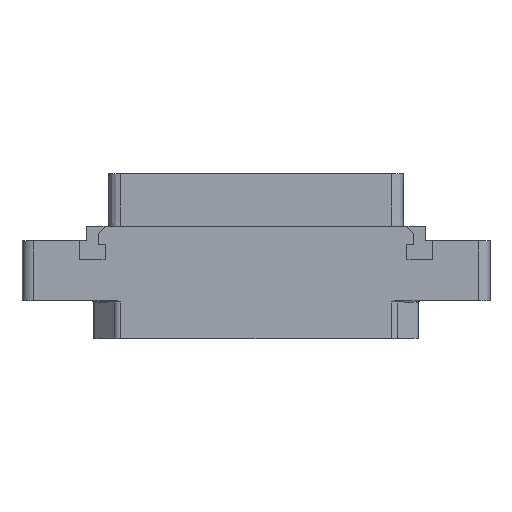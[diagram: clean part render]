
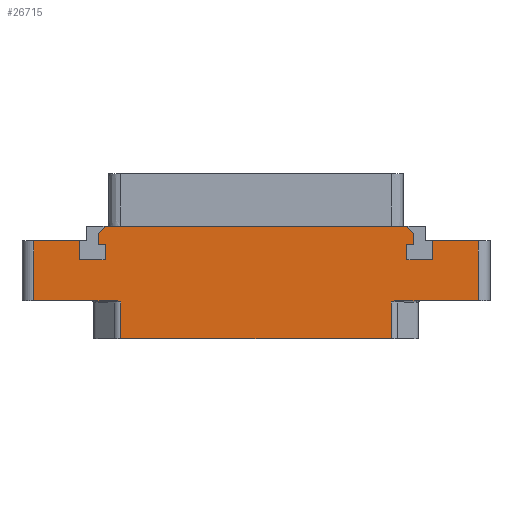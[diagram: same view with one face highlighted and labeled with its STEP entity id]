
A CAD part, top view. The second image highlights one B-rep face of the part: STEP entity #26715.
In plain terms, the highlighted planar face has unit normal (0, 0, 1).
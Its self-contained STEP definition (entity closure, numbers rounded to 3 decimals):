
#1=DIRECTION('',(1.,0.,0.));
#2=VECTOR('',#1,7.8);
#3=CARTESIAN_POINT('',(-38.,10.25,7.));
#4=LINE('',#3,#2);
#5=DIRECTION('',(0.,-1.,0.));
#6=VECTOR('',#5,3.2);
#7=CARTESIAN_POINT('',(-30.2,10.25,7.));
#8=LINE('',#7,#6);
#9=DIRECTION('',(1.,0.,0.));
#10=VECTOR('',#9,4.4);
#11=CARTESIAN_POINT('',(-30.2,7.05,7.));
#12=LINE('',#11,#10);
#13=DIRECTION('',(0.,1.,0.));
#14=VECTOR('',#13,2.6);
#15=CARTESIAN_POINT('',(-25.8,7.05,7.));
#16=LINE('',#15,#14);
#17=DIRECTION('',(-1.,0.,0.));
#18=VECTOR('',#17,1.2);
#19=CARTESIAN_POINT('',(-25.8,9.65,7.));
#20=LINE('',#19,#18);
#21=DIRECTION('',(0.,-1.,0.));
#22=VECTOR('',#21,1.9);
#23=CARTESIAN_POINT('',(-27.,11.55,7.));
#24=LINE('',#23,#22);
#25=DIRECTION('',(1.,0.,0.));
#26=VECTOR('',#25,51.6);
#27=CARTESIAN_POINT('',(-25.8,12.75,7.));
#28=LINE('',#27,#26);
#29=DIRECTION('',(0.,-1.,0.));
#30=VECTOR('',#29,1.9);
#31=CARTESIAN_POINT('',(27.,11.55,7.));
#32=LINE('',#31,#30);
#33=DIRECTION('',(-1.,0.,0.));
#34=VECTOR('',#33,1.2);
#35=CARTESIAN_POINT('',(27.,9.65,7.));
#36=LINE('',#35,#34);
#37=DIRECTION('',(0.,-1.,0.));
#38=VECTOR('',#37,2.6);
#39=CARTESIAN_POINT('',(25.8,9.65,7.));
#40=LINE('',#39,#38);
#41=DIRECTION('',(1.,0.,0.));
#42=VECTOR('',#41,4.4);
#43=CARTESIAN_POINT('',(25.8,7.05,7.));
#44=LINE('',#43,#42);
#45=DIRECTION('',(0.,1.,0.));
#46=VECTOR('',#45,3.2);
#47=CARTESIAN_POINT('',(30.2,7.05,7.));
#48=LINE('',#47,#46);
#49=DIRECTION('',(1.,0.,0.));
#50=VECTOR('',#49,7.8);
#51=CARTESIAN_POINT('',(30.2,10.25,7.));
#52=LINE('',#51,#50);
#53=DIRECTION('',(1.,0.,0.));
#54=VECTOR('',#53,14.082);
#55=CARTESIAN_POINT('',(23.918,0.,7.));
#56=LINE('',#55,#54);
#87=CARTESIAN_POINT('',(23.118,-0.2,7.));
#88=CARTESIAN_POINT('',(23.174,-0.179,7.));
#89=CARTESIAN_POINT('',(23.283,-0.14,7.));
#90=CARTESIAN_POINT('',(23.434,-0.089,7.));
#91=CARTESIAN_POINT('',(23.572,-0.049,7.));
#92=CARTESIAN_POINT('',(23.7,-0.02,7.));
#93=CARTESIAN_POINT('',(23.816,-0.004,7.));
#94=CARTESIAN_POINT('',(23.885,0.,7.));
#95=CARTESIAN_POINT('',(23.918,0.,7.));
#111=DIRECTION('',(0.,1.,0.));
#112=VECTOR('',#111,6.3);
#113=CARTESIAN_POINT('',(23.118,-6.5,7.));
#114=LINE('',#113,#112);
#1016=DIRECTION('',(0.,1.,0.));
#1017=VECTOR('',#1016,10.25);
#1018=CARTESIAN_POINT('',(38.,0.,7.));
#1019=LINE('',#1018,#1017);
#1062=DIRECTION('',(0.707,-0.707,0.));
#1063=VECTOR('',#1062,1.697);
#1064=CARTESIAN_POINT('',(25.8,12.75,7.));
#1065=LINE('',#1064,#1063);
#1256=DIRECTION('',(-0.707,-0.707,0.));
#1257=VECTOR('',#1256,1.697);
#1258=CARTESIAN_POINT('',(-25.8,12.75,7.));
#1259=LINE('',#1258,#1257);
#1816=DIRECTION('',(0.,-1.,0.));
#1817=VECTOR('',#1816,10.25);
#1818=CARTESIAN_POINT('',(-38.,10.25,7.));
#1819=LINE('',#1818,#1817);
#1851=DIRECTION('',(1.,0.,0.));
#1852=VECTOR('',#1851,14.082);
#1853=CARTESIAN_POINT('',(-38.,0.,7.));
#1854=LINE('',#1853,#1852);
#1957=CARTESIAN_POINT('',(-23.918,0.,7.));
#1958=CARTESIAN_POINT('',(-23.885,0.,7.));
#1959=CARTESIAN_POINT('',(-23.816,-0.004,7.));
#1960=CARTESIAN_POINT('',(-23.7,-0.02,7.));
#1961=CARTESIAN_POINT('',(-23.572,-0.049,7.));
#1962=CARTESIAN_POINT('',(-23.434,-0.089,7.));
#1963=CARTESIAN_POINT('',(-23.283,-0.14,7.));
#1964=CARTESIAN_POINT('',(-23.174,-0.179,7.));
#1965=CARTESIAN_POINT('',(-23.118,-0.2,7.));
#1967=DIRECTION('',(0.,1.,0.));
#1968=VECTOR('',#1967,6.3);
#1969=CARTESIAN_POINT('',(-23.118,-6.5,7.));
#1970=LINE('',#1969,#1968);
#1992=DIRECTION('',(-1.,0.,0.));
#1993=VECTOR('',#1992,46.236);
#1994=CARTESIAN_POINT('',(23.118,-6.5,7.));
#1995=LINE('',#1994,#1993);
#21290=CARTESIAN_POINT('',(-30.2,10.25,7.));
#21291=CARTESIAN_POINT('',(-30.2,7.05,7.));
#21292=VERTEX_POINT('',#21290);
#21293=VERTEX_POINT('',#21291);
#21294=CARTESIAN_POINT('',(-25.8,7.05,7.));
#21295=VERTEX_POINT('',#21294);
#21296=CARTESIAN_POINT('',(-25.8,9.65,7.));
#21297=VERTEX_POINT('',#21296);
#21298=CARTESIAN_POINT('',(-27.,9.65,7.));
#21299=VERTEX_POINT('',#21298);
#21300=CARTESIAN_POINT('',(27.,9.65,7.));
#21301=CARTESIAN_POINT('',(25.8,9.65,7.));
#21302=VERTEX_POINT('',#21300);
#21303=VERTEX_POINT('',#21301);
#21304=CARTESIAN_POINT('',(25.8,7.05,7.));
#21305=VERTEX_POINT('',#21304);
#21306=CARTESIAN_POINT('',(30.2,7.05,7.));
#21307=VERTEX_POINT('',#21306);
#21308=CARTESIAN_POINT('',(30.2,10.25,7.));
#21309=VERTEX_POINT('',#21308);
#21314=CARTESIAN_POINT('',(-25.8,12.75,7.));
#21316=VERTEX_POINT('',#21314);
#21318=CARTESIAN_POINT('',(-27.,11.55,7.));
#21320=VERTEX_POINT('',#21318);
#21322=CARTESIAN_POINT('',(25.8,12.75,7.));
#21324=VERTEX_POINT('',#21322);
#21326=CARTESIAN_POINT('',(27.,11.55,7.));
#21328=VERTEX_POINT('',#21326);
#21418=CARTESIAN_POINT('',(38.,0.,7.));
#21419=CARTESIAN_POINT('',(38.,10.25,7.));
#21420=VERTEX_POINT('',#21418);
#21421=VERTEX_POINT('',#21419);
#21426=CARTESIAN_POINT('',(-38.,10.25,7.));
#21427=CARTESIAN_POINT('',(-38.,0.,7.));
#21428=VERTEX_POINT('',#21426);
#21429=VERTEX_POINT('',#21427);
#21635=CARTESIAN_POINT('',(23.118,-6.5,7.));
#21637=VERTEX_POINT('',#21635);
#21638=CARTESIAN_POINT('',(-23.118,-6.5,7.));
#21640=VERTEX_POINT('',#21638);
#21702=CARTESIAN_POINT('',(-23.118,-0.2,7.));
#21703=VERTEX_POINT('',#21702);
#21704=CARTESIAN_POINT('',(-23.918,0.,7.));
#21705=VERTEX_POINT('',#21704);
#21706=CARTESIAN_POINT('',(23.118,-0.2,7.));
#21708=VERTEX_POINT('',#21706);
#21710=CARTESIAN_POINT('',(23.918,0.,7.));
#21712=VERTEX_POINT('',#21710);
#26660=CARTESIAN_POINT('',(0.,0.,7.));
#26661=DIRECTION('',(0.,0.,-1.));
#26662=DIRECTION('',(-1.,0.,0.));
#26663=AXIS2_PLACEMENT_3D('',#26660,#26661,#26662);
#26664=PLANE('',#26663);
#26666=ORIENTED_EDGE('',*,*,#26665,.F.);
#26668=ORIENTED_EDGE('',*,*,#26667,.F.);
#26670=ORIENTED_EDGE('',*,*,#26669,.F.);
#26672=ORIENTED_EDGE('',*,*,#26671,.T.);
#26674=ORIENTED_EDGE('',*,*,#26673,.T.);
#26676=ORIENTED_EDGE('',*,*,#26675,.F.);
#26678=ORIENTED_EDGE('',*,*,#26677,.F.);
#26680=ORIENTED_EDGE('',*,*,#26679,.F.);
#26682=ORIENTED_EDGE('',*,*,#26681,.T.);
#26684=ORIENTED_EDGE('',*,*,#26683,.T.);
#26686=ORIENTED_EDGE('',*,*,#26685,.T.);
#26688=ORIENTED_EDGE('',*,*,#26687,.T.);
#26690=ORIENTED_EDGE('',*,*,#26689,.T.);
#26692=ORIENTED_EDGE('',*,*,#26691,.F.);
#26694=ORIENTED_EDGE('',*,*,#26693,.F.);
#26696=ORIENTED_EDGE('',*,*,#26695,.T.);
#26698=ORIENTED_EDGE('',*,*,#26697,.T.);
#26700=ORIENTED_EDGE('',*,*,#26699,.T.);
#26702=ORIENTED_EDGE('',*,*,#26701,.T.);
#26704=ORIENTED_EDGE('',*,*,#26703,.T.);
#26706=ORIENTED_EDGE('',*,*,#26705,.T.);
#26708=ORIENTED_EDGE('',*,*,#26707,.T.);
#26710=ORIENTED_EDGE('',*,*,#26709,.T.);
#26712=ORIENTED_EDGE('',*,*,#26711,.F.);
#26713=EDGE_LOOP('',(#26666,#26668,#26670,#26672,#26674,#26676,#26678,#26680,
#26682,#26684,#26686,#26688,#26690,#26692,#26694,#26696,#26698,#26700,#26702,
#26704,#26706,#26708,#26710,#26712));
#26714=FACE_OUTER_BOUND('',#26713,.F.);
#26715=ADVANCED_FACE('',(#26714),#26664,.F.);
#96=B_SPLINE_CURVE_WITH_KNOTS('',3,(#87,#88,#89,#90,#91,#92,#93,#94,#95),
.UNSPECIFIED.,.F.,.F.,(4,1,1,1,1,1,4),(0.,0.167,0.333,
0.5,0.667,0.833,1.),.UNSPECIFIED.);
#1966=B_SPLINE_CURVE_WITH_KNOTS('',3,(#1957,#1958,#1959,#1960,#1961,#1962,#1963,
#1964,#1965),.UNSPECIFIED.,.F.,.F.,(4,1,1,1,1,1,4),(0.,0.167,
0.333,0.5,0.667,0.833,1.),
.UNSPECIFIED.);
#26665=EDGE_CURVE('',#21712,#21420,#56,.T.);
#26667=EDGE_CURVE('',#21708,#21712,#96,.T.);
#26669=EDGE_CURVE('',#21637,#21708,#114,.T.);
#26671=EDGE_CURVE('',#21637,#21640,#1995,.T.);
#26673=EDGE_CURVE('',#21640,#21703,#1970,.T.);
#26675=EDGE_CURVE('',#21705,#21703,#1966,.T.);
#26677=EDGE_CURVE('',#21429,#21705,#1854,.T.);
#26679=EDGE_CURVE('',#21428,#21429,#1819,.T.);
#26681=EDGE_CURVE('',#21428,#21292,#4,.T.);
#26683=EDGE_CURVE('',#21292,#21293,#8,.T.);
#26685=EDGE_CURVE('',#21293,#21295,#12,.T.);
#26687=EDGE_CURVE('',#21295,#21297,#16,.T.);
#26689=EDGE_CURVE('',#21297,#21299,#20,.T.);
#26691=EDGE_CURVE('',#21320,#21299,#24,.T.);
#26693=EDGE_CURVE('',#21316,#21320,#1259,.T.);
#26695=EDGE_CURVE('',#21316,#21324,#28,.T.);
#26697=EDGE_CURVE('',#21324,#21328,#1065,.T.);
#26699=EDGE_CURVE('',#21328,#21302,#32,.T.);
#26701=EDGE_CURVE('',#21302,#21303,#36,.T.);
#26703=EDGE_CURVE('',#21303,#21305,#40,.T.);
#26705=EDGE_CURVE('',#21305,#21307,#44,.T.);
#26707=EDGE_CURVE('',#21307,#21309,#48,.T.);
#26709=EDGE_CURVE('',#21309,#21421,#52,.T.);
#26711=EDGE_CURVE('',#21420,#21421,#1019,.T.);
